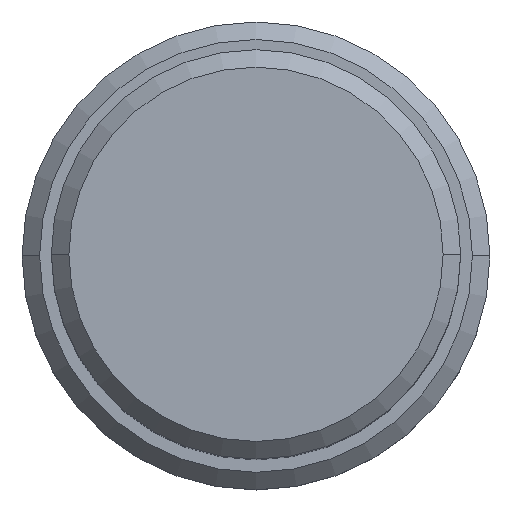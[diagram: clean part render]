
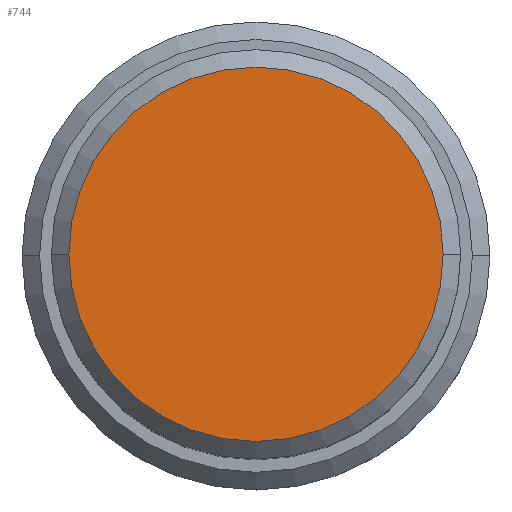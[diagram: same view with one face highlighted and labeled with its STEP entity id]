
A CAD part, top view. The second image highlights one B-rep face of the part: STEP entity #744.
In plain terms, the highlighted planar face has unit normal (0, 0, 1).
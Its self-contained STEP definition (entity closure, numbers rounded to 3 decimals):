
#24 = AXIS2_PLACEMENT_3D ( 'NONE', #271, #341, #137 ) ;
#36 = PLANE ( 'NONE',  #138 ) ;
#43 = CIRCLE ( 'NONE', #24, 3.2 ) ;
#46 = CIRCLE ( 'NONE', #200, 3.2 ) ;
#111 = CARTESIAN_POINT ( 'NONE',  ( 2.795, 0.231, 23.353 ) ) ;
#137 = DIRECTION ( 'NONE',  ( -1., 0., 0. ) ) ;
#138 = AXIS2_PLACEMENT_3D ( 'NONE', #821, #407, #626 ) ;
#170 = EDGE_CURVE ( 'NONE', #713, #390, #46, .T. ) ;
#200 = AXIS2_PLACEMENT_3D ( 'NONE', #427, #418, #399 ) ;
#271 = CARTESIAN_POINT ( 'NONE',  ( -0.405, 0.231, 23.353 ) ) ;
#341 = DIRECTION ( 'NONE',  ( 0., 0., 1. ) ) ;
#351 = ORIENTED_EDGE ( 'NONE', *, *, #525, .T. ) ;
#390 = VERTEX_POINT ( 'NONE', #453 ) ;
#399 = DIRECTION ( 'NONE',  ( -1., 0., 0. ) ) ;
#407 = DIRECTION ( 'NONE',  ( 0., 0., -1. ) ) ;
#418 = DIRECTION ( 'NONE',  ( 0., 0., 1. ) ) ;
#427 = CARTESIAN_POINT ( 'NONE',  ( -0.405, 0.231, 23.353 ) ) ;
#453 = CARTESIAN_POINT ( 'NONE',  ( -3.605, 0.231, 23.353 ) ) ;
#525 = EDGE_CURVE ( 'NONE', #390, #713, #43, .T. ) ;
#626 = DIRECTION ( 'NONE',  ( -1., 0., 0. ) ) ;
#654 = EDGE_LOOP ( 'NONE', ( #351, #749 ) ) ;
#713 = VERTEX_POINT ( 'NONE', #111 ) ;
#744 = ADVANCED_FACE ( 'NONE', ( #809 ), #36, .F. ) ;
#749 = ORIENTED_EDGE ( 'NONE', *, *, #170, .T. ) ;
#809 = FACE_OUTER_BOUND ( 'NONE', #654, .T. ) ;
#821 = CARTESIAN_POINT ( 'NONE',  ( -0.405, 3.731, 23.353 ) ) ;
